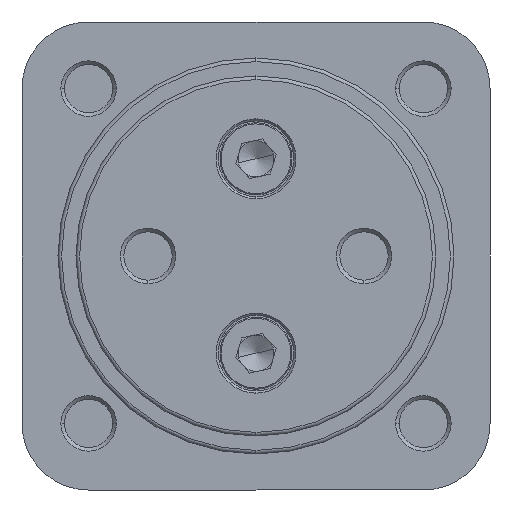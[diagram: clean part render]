
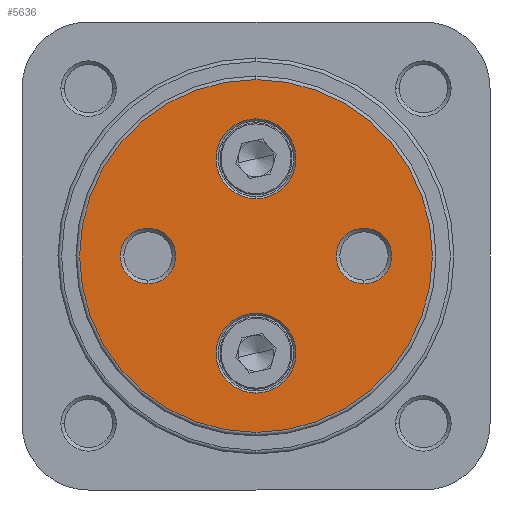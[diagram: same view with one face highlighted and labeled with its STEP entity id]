
A CAD part, left-side view. The second image highlights one B-rep face of the part: STEP entity #5636.
In plain terms, the highlighted planar face has unit normal (-1, 0, 0).
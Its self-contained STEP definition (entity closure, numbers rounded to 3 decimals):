
#149 = AXIS2_PLACEMENT_3D ( 'NONE', #1710, #1702, #1701 ) ;
#267 = AXIS2_PLACEMENT_3D ( 'NONE', #8182, #8179, #8178 ) ;
#441 = EDGE_CURVE ( 'NONE', #7047, #7257, #4980, .T. ) ;
#651 = EDGE_CURVE ( 'NONE', #7080, #6901, #5271, .T. ) ;
#746 = EDGE_CURVE ( 'NONE', #7257, #7047, #2959, .T. ) ;
#781 = EDGE_CURVE ( 'NONE', #7062, #7250, #3011, .T. ) ;
#887 = DIRECTION ( 'NONE',  ( 0., 0., -1. ) ) ;
#888 = DIRECTION ( 'NONE',  ( 1., 0., 0. ) ) ;
#896 = CARTESIAN_POINT ( 'NONE',  ( 0., 15., 0. ) ) ;
#1000 = DIRECTION ( 'NONE',  ( 0., 0., -1. ) ) ;
#1001 = DIRECTION ( 'NONE',  ( 1., 0., 0. ) ) ;
#1009 = CARTESIAN_POINT ( 'NONE',  ( 0., 0., 13.5 ) ) ;
#1126 = DIRECTION ( 'NONE',  ( 0., 0., -1. ) ) ;
#1127 = DIRECTION ( 'NONE',  ( 1., 0., 0. ) ) ;
#1143 = DIRECTION ( 'NONE',  ( 0., 0., -1. ) ) ;
#1144 = DIRECTION ( 'NONE',  ( -1., 0., 0. ) ) ;
#1145 = CARTESIAN_POINT ( 'NONE',  ( 0., -15., 0. ) ) ;
#1146 = CARTESIAN_POINT ( 'NONE',  ( 0., 0., 0. ) ) ;
#1328 = DIRECTION ( 'NONE',  ( 0., 0., -1. ) ) ;
#1330 = CARTESIAN_POINT ( 'NONE',  ( 0., -15., 0. ) ) ;
#1337 = DIRECTION ( 'NONE',  ( 0., 0., -1. ) ) ;
#1366 = DIRECTION ( 'NONE',  ( 1., 0., 0. ) ) ;
#1423 = CARTESIAN_POINT ( 'NONE',  ( 0., 0., -13.5 ) ) ;
#1455 = DIRECTION ( 'NONE',  ( 0., 0., -1. ) ) ;
#1477 = DIRECTION ( 'NONE',  ( 1., 0., 0. ) ) ;
#1506 = CARTESIAN_POINT ( 'NONE',  ( 0., 15., 0. ) ) ;
#1516 = DIRECTION ( 'NONE',  ( 1., 0., 0. ) ) ;
#1572 = CARTESIAN_POINT ( 'NONE',  ( 0., 0., 13.5 ) ) ;
#1594 = DIRECTION ( 'NONE',  ( 1., 0., 0. ) ) ;
#1701 = DIRECTION ( 'NONE',  ( 0., 0., -1. ) ) ;
#1702 = DIRECTION ( 'NONE',  ( -1., 0., 0. ) ) ;
#1710 = CARTESIAN_POINT ( 'NONE',  ( 0., 0., 0. ) ) ;
#1812 = DIRECTION ( 'NONE',  ( 0., 0., -1. ) ) ;
#2060 = AXIS2_PLACEMENT_3D ( 'NONE', #1009, #1001, #1000 ) ;
#2096 = AXIS2_PLACEMENT_3D ( 'NONE', #896, #888, #887 ) ;
#2170 = AXIS2_PLACEMENT_3D ( 'NONE', #1330, #1594, #1328 ) ;
#2176 = AXIS2_PLACEMENT_3D ( 'NONE', #1572, #1477, #1812 ) ;
#2177 = AXIS2_PLACEMENT_3D ( 'NONE', #7326, #7359, #7360 ) ;
#2180 = AXIS2_PLACEMENT_3D ( 'NONE', #1506, #1366, #1455 ) ;
#2184 = AXIS2_PLACEMENT_3D ( 'NONE', #1145, #1127, #1126 ) ;
#2224 = AXIS2_PLACEMENT_3D ( 'NONE', #1146, #1144, #1143 ) ;
#2265 = AXIS2_PLACEMENT_3D ( 'NONE', #1423, #1516, #1337 ) ;
#2533 = FACE_BOUND ( 'NONE', #3799, .T. ) ;
#2537 = FACE_OUTER_BOUND ( 'NONE', #3793, .T. ) ;
#2538 = FACE_BOUND ( 'NONE', #3752, .T. ) ;
#2540 = FACE_BOUND ( 'NONE', #3786, .T. ) ;
#2542 = FACE_BOUND ( 'NONE', #3759, .T. ) ;
#2959 = CIRCLE ( 'NONE', #2265, 5.55 ) ;
#3011 = CIRCLE ( 'NONE', #2170, 3.85 ) ;
#3045 = CIRCLE ( 'NONE', #2176, 5.55 ) ;
#3053 = CIRCLE ( 'NONE', #2180, 3.85 ) ;
#3291 = CIRCLE ( 'NONE', #2224, 24.5 ) ;
#3302 = CIRCLE ( 'NONE', #2184, 3.85 ) ;
#3378 = CIRCLE ( 'NONE', #2060, 5.55 ) ;
#3435 = CIRCLE ( 'NONE', #2096, 3.85 ) ;
#3752 = EDGE_LOOP ( 'NONE', ( #5521, #5520 ) ) ;
#3759 = EDGE_LOOP ( 'NONE', ( #5503, #5509 ) ) ;
#3786 = EDGE_LOOP ( 'NONE', ( #5524, #5507 ) ) ;
#3793 = EDGE_LOOP ( 'NONE', ( #7165, #7141 ) ) ;
#3799 = EDGE_LOOP ( 'NONE', ( #7142, #7158 ) ) ;
#3853 = EDGE_CURVE ( 'NONE', #7249, #7117, #3045, .T. ) ;
#3885 = EDGE_CURVE ( 'NONE', #7139, #7074, #3053, .T. ) ;
#4287 = EDGE_CURVE ( 'NONE', #6901, #7080, #3291, .T. ) ;
#4293 = EDGE_CURVE ( 'NONE', #7250, #7062, #3302, .T. ) ;
#4337 = EDGE_CURVE ( 'NONE', #7117, #7249, #3378, .T. ) ;
#4374 = EDGE_CURVE ( 'NONE', #7074, #7139, #3435, .T. ) ;
#4980 = CIRCLE ( 'NONE', #267, 5.55 ) ;
#5271 = CIRCLE ( 'NONE', #149, 24.5 ) ;
#5503 = ORIENTED_EDGE ( 'NONE', *, *, #4293, .T. ) ;
#5507 = ORIENTED_EDGE ( 'NONE', *, *, #3853, .T. ) ;
#5509 = ORIENTED_EDGE ( 'NONE', *, *, #781, .T. ) ;
#5520 = ORIENTED_EDGE ( 'NONE', *, *, #4374, .T. ) ;
#5521 = ORIENTED_EDGE ( 'NONE', *, *, #3885, .T. ) ;
#5524 = ORIENTED_EDGE ( 'NONE', *, *, #4337, .T. ) ;
#5636 = ADVANCED_FACE ( 'NONE', ( #2537, #2533, #2540, #2542, #2538 ), #7323, .F. ) ;
#6901 = VERTEX_POINT ( 'NONE', #7524 ) ;
#7047 = VERTEX_POINT ( 'NONE', #7669 ) ;
#7062 = VERTEX_POINT ( 'NONE', #7684 ) ;
#7074 = VERTEX_POINT ( 'NONE', #7696 ) ;
#7080 = VERTEX_POINT ( 'NONE', #7702 ) ;
#7117 = VERTEX_POINT ( 'NONE', #7739 ) ;
#7139 = VERTEX_POINT ( 'NONE', #7761 ) ;
#7141 = ORIENTED_EDGE ( 'NONE', *, *, #651, .T. ) ;
#7142 = ORIENTED_EDGE ( 'NONE', *, *, #441, .T. ) ;
#7158 = ORIENTED_EDGE ( 'NONE', *, *, #746, .T. ) ;
#7165 = ORIENTED_EDGE ( 'NONE', *, *, #4287, .T. ) ;
#7249 = VERTEX_POINT ( 'NONE', #7846 ) ;
#7250 = VERTEX_POINT ( 'NONE', #7847 ) ;
#7257 = VERTEX_POINT ( 'NONE', #7854 ) ;
#7323 = PLANE ( 'NONE',  #2177 ) ;
#7326 = CARTESIAN_POINT ( 'NONE',  ( 0., 0., 0. ) ) ;
#7359 = DIRECTION ( 'NONE',  ( 1., 0., 0. ) ) ;
#7360 = DIRECTION ( 'NONE',  ( 0., 0., -1. ) ) ;
#7524 = CARTESIAN_POINT ( 'NONE',  ( 0., 0., -24.5 ) ) ;
#7669 = CARTESIAN_POINT ( 'NONE',  ( 0., 0., -7.95 ) ) ;
#7684 = CARTESIAN_POINT ( 'NONE',  ( 0., -15., -3.85 ) ) ;
#7696 = CARTESIAN_POINT ( 'NONE',  ( 0., 15., -3.85 ) ) ;
#7702 = CARTESIAN_POINT ( 'NONE',  ( 0., 0., 24.5 ) ) ;
#7739 = CARTESIAN_POINT ( 'NONE',  ( 0., 0., 19.05 ) ) ;
#7761 = CARTESIAN_POINT ( 'NONE',  ( 0., 15., 3.85 ) ) ;
#7846 = CARTESIAN_POINT ( 'NONE',  ( 0., 0., 7.95 ) ) ;
#7847 = CARTESIAN_POINT ( 'NONE',  ( 0., -15., 3.85 ) ) ;
#7854 = CARTESIAN_POINT ( 'NONE',  ( 0., 0., -19.05 ) ) ;
#8178 = DIRECTION ( 'NONE',  ( 0., 0., -1. ) ) ;
#8179 = DIRECTION ( 'NONE',  ( 1., 0., 0. ) ) ;
#8182 = CARTESIAN_POINT ( 'NONE',  ( 0., 0., -13.5 ) ) ;
